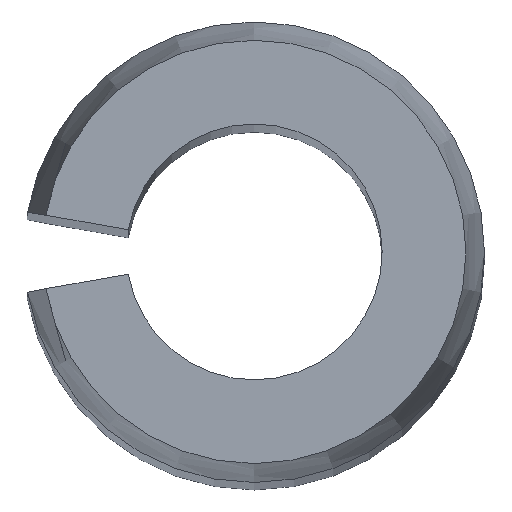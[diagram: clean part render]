
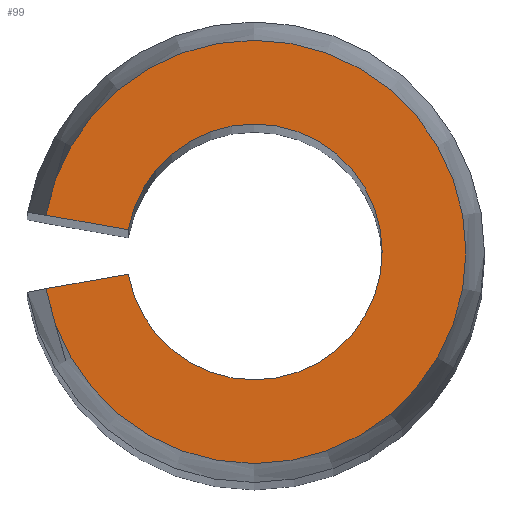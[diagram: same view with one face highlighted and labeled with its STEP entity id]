
A CAD part, top view. The second image highlights one B-rep face of the part: STEP entity #99.
In plain terms, the highlighted planar face has unit normal (0, 0, 1).
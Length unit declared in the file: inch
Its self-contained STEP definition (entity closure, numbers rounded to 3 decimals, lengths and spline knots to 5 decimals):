
#3 = EDGE_CURVE ( 'NONE', #220, #17, #163, .T. ) ;
#15 = CIRCLE ( 'NONE', #38, 0.0275 ) ;
#17 = VERTEX_POINT ( 'NONE', #287 ) ;
#18 = EDGE_CURVE ( 'NONE', #261, #17, #37, .T. ) ;
#20 = VECTOR ( 'NONE', #198, 39.37008 ) ;
#22 = AXIS2_PLACEMENT_3D ( 'NONE', #122, #144, #51 ) ;
#33 = EDGE_CURVE ( 'NONE', #261, #244, #236, .T. ) ;
#37 = CIRCLE ( 'NONE', #237, 0.0455 ) ;
#38 = AXIS2_PLACEMENT_3D ( 'NONE', #104, #108, #63 ) ;
#48 = CARTESIAN_POINT ( 'NONE',  ( -0.04875, 0.0086, 0.5 ) ) ;
#50 = VECTOR ( 'NONE', #124, 39.37008 ) ;
#51 = DIRECTION ( 'NONE',  ( 1., 0., 0. ) ) ;
#63 = DIRECTION ( 'NONE',  ( 1., 0., 0. ) ) ;
#65 = ORIENTED_EDGE ( 'NONE', *, *, #33, .T. ) ;
#99 = ADVANCED_FACE ( 'NONE', ( #214 ), #269, .T. ) ;
#104 = CARTESIAN_POINT ( 'NONE',  ( 0., 0., 0.5 ) ) ;
#108 = DIRECTION ( 'NONE',  ( 0., 0., -1. ) ) ;
#109 = EDGE_LOOP ( 'NONE', ( #223, #65, #180, #174 ) ) ;
#122 = CARTESIAN_POINT ( 'NONE',  ( 0., 0., 0.5 ) ) ;
#123 = CARTESIAN_POINT ( 'NONE',  ( -0.02708, -0.00478, 0.5 ) ) ;
#124 = DIRECTION ( 'NONE',  ( 0.985, -0.174, 0. ) ) ;
#127 = CARTESIAN_POINT ( 'NONE',  ( -0.02708, -0.00478, 0.5 ) ) ;
#136 = CARTESIAN_POINT ( 'NONE',  ( -0.04481, 0.0079, 0.5 ) ) ;
#144 = DIRECTION ( 'NONE',  ( 0., 0., 1. ) ) ;
#163 = LINE ( 'NONE', #123, #20 ) ;
#174 = ORIENTED_EDGE ( 'NONE', *, *, #3, .T. ) ;
#180 = ORIENTED_EDGE ( 'NONE', *, *, #285, .T. ) ;
#192 = DIRECTION ( 'NONE',  ( 0., 0., -1. ) ) ;
#198 = DIRECTION ( 'NONE',  ( -0.985, -0.174, 0. ) ) ;
#214 = FACE_OUTER_BOUND ( 'NONE', #109, .T. ) ;
#220 = VERTEX_POINT ( 'NONE', #127 ) ;
#221 = DIRECTION ( 'NONE',  ( -1., 0., 0. ) ) ;
#223 = ORIENTED_EDGE ( 'NONE', *, *, #18, .F. ) ;
#236 = LINE ( 'NONE', #48, #50 ) ;
#237 = AXIS2_PLACEMENT_3D ( 'NONE', #315, #192, #221 ) ;
#244 = VERTEX_POINT ( 'NONE', #248 ) ;
#248 = CARTESIAN_POINT ( 'NONE',  ( -0.02708, 0.00478, 0.5 ) ) ;
#261 = VERTEX_POINT ( 'NONE', #136 ) ;
#269 = PLANE ( 'NONE',  #22 ) ;
#285 = EDGE_CURVE ( 'NONE', #244, #220, #15, .T. ) ;
#287 = CARTESIAN_POINT ( 'NONE',  ( -0.04481, -0.0079, 0.5 ) ) ;
#315 = CARTESIAN_POINT ( 'NONE',  ( 0., 0., 0.5 ) ) ;
